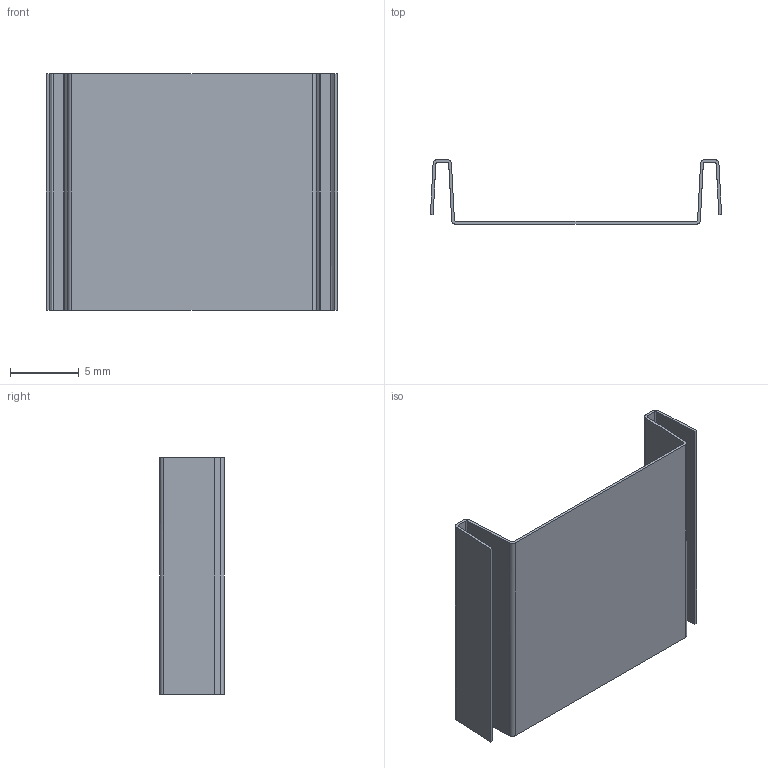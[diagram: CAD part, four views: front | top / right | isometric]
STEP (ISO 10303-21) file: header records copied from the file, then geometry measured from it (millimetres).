
FILE_DESCRIPTION(( 'HARTING HARTING HARTING HARTING HARTING HARTING HARTING HARTING HARTING', 'This Document is valid for Parts No. 09 14 000 9965'),'2;1');
FILE_NAME('MD_09140009965_R414247.stp', '2009-01-23T10:11:26',('ITIS-4b'),('HARTING KGaA, D-32339 Espelkamp'), 'I-DEAS Master Series 10','HP-UNIX','Yes');
FILE_SCHEMA(('AUTOMOTIVE_DESIGN { 1 0 10303 214 1 1 1 1 }'));
Length unit declared in the file: millimetre
Products named in the file (1): MD 09 14 000 9965
Bounding box: 21.2 x 4.7 x 17.2 mm (x, y, z)
Volume: 125.4 mm3; surface area: 1277.4 mm2
Topology: 1 solids, 1 shells, 131 faces, 342 edges, 228 vertices
Faces by surface type: bspline 131
Entity records: 4097 total; most frequent: CARTESIAN_POINT 1741, ORIENTED_EDGE 684, EDGE_CURVE 342, VERTEX_POINT 228, OVER_RIDING_STYLED_ITEM 204, QUASI_UNIFORM_CURVE 178, EDGE_LOOP 146, B_SPLINE_CURVE_WITH_KNOTS 132
